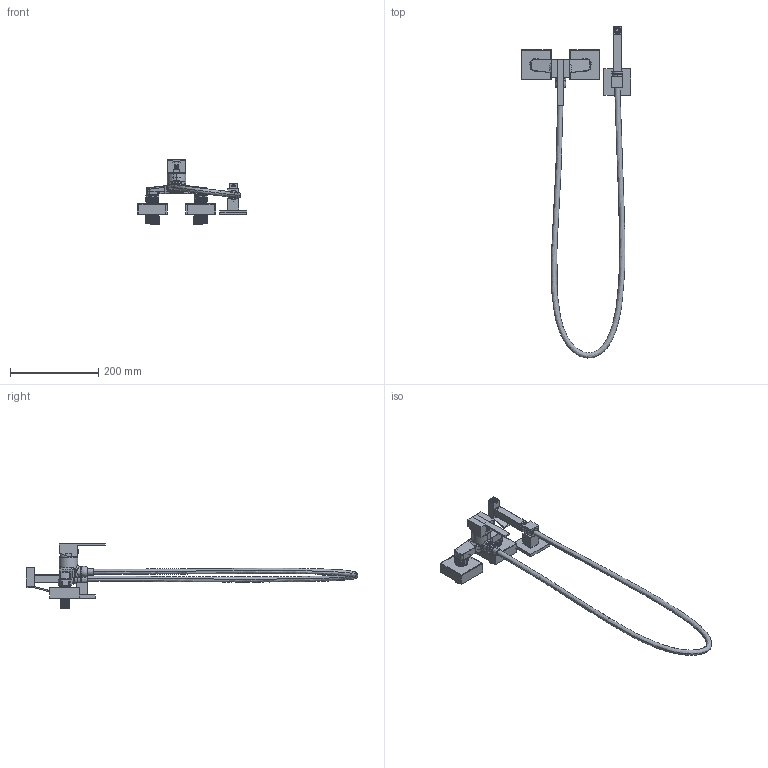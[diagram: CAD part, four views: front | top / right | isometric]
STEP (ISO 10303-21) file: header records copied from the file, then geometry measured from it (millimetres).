
FILE_DESCRIPTION (( 'STEP AP203' ), '1' );
FILE_NAME ('99F300800.STEP', '2025-07-09T06:45:49', ( '' ), ( '' ), 'SwSTEP 2.0', 'SolidWorks 2021', '' );
FILE_SCHEMA (( 'CONFIG_CONTROL_DESIGN' ));
Products named in the file (1): 99F300800
Bounding box: 248.36 x 754.5 x 145.7 mm (x, y, z)
Volume: 358856.8 mm3; surface area: 250252.5 mm2
Topology: 26 solids, 26 shells, 1969 faces, 4969 edges, 3114 vertices
Faces by surface type: cylinder 764, plane 530, bspline 475, cone 142, torus 32, sphere 26
Entity records: 128838 total; most frequent: CARTESIAN_POINT 86285, ORIENTED_EDGE 9874, DIRECTION 7472, EDGE_CURVE 4937, VERTEX_POINT 3114, AXIS2_PLACEMENT_3D 2799, EDGE_LOOP 2173, FACE_OUTER_BOUND 1969
